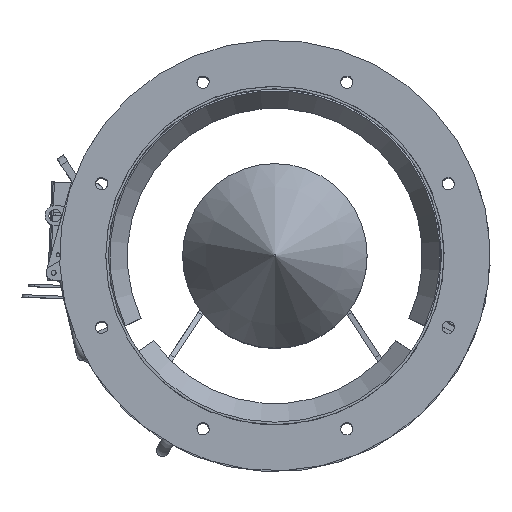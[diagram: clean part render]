
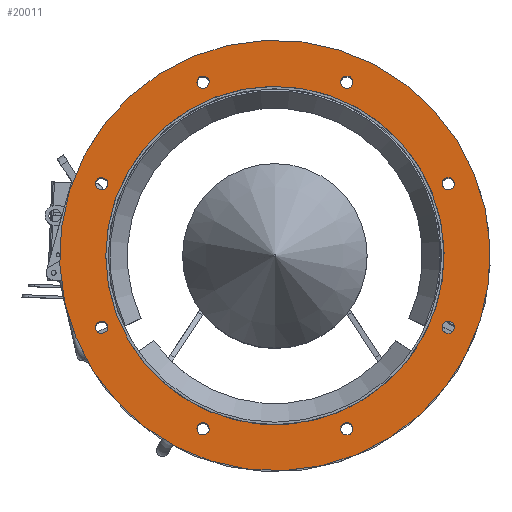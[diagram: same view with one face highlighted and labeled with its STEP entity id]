
A CAD part, top view. The second image highlights one B-rep face of the part: STEP entity #20011.
In plain terms, the highlighted planar face has unit normal (0, 0, 1).
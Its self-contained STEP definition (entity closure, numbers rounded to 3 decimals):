
#4085=PLANE('',#21838);
#4515=FACE_BOUND('',#6955,.T.);
#4516=FACE_BOUND('',#6956,.T.);
#4517=FACE_BOUND('',#6957,.T.);
#4518=FACE_BOUND('',#6958,.T.);
#4519=FACE_BOUND('',#6959,.T.);
#4520=FACE_BOUND('',#6960,.T.);
#4521=FACE_BOUND('',#6961,.T.);
#4522=FACE_BOUND('',#6962,.T.);
#4523=FACE_BOUND('',#6963,.T.);
#5534=FACE_OUTER_BOUND('',#6954,.T.);
#6954=EDGE_LOOP('',(#16677));
#6955=EDGE_LOOP('',(#16678));
#6956=EDGE_LOOP('',(#16679));
#6957=EDGE_LOOP('',(#16680));
#6958=EDGE_LOOP('',(#16681));
#6959=EDGE_LOOP('',(#16682));
#6960=EDGE_LOOP('',(#16683));
#6961=EDGE_LOOP('',(#16684));
#6962=EDGE_LOOP('',(#16685));
#6963=EDGE_LOOP('',(#16686));
#8069=CIRCLE('',#21818,137.5);
#8071=CIRCLE('',#21821,5.);
#8072=CIRCLE('',#21823,5.);
#8073=CIRCLE('',#21825,5.);
#8074=CIRCLE('',#21827,5.);
#8075=CIRCLE('',#21829,5.);
#8076=CIRCLE('',#21831,5.);
#8077=CIRCLE('',#21833,5.);
#8078=CIRCLE('',#21835,5.);
#8079=CIRCLE('',#21837,175.);
#9685=VERTEX_POINT('',#33899);
#9687=VERTEX_POINT('',#33904);
#9688=VERTEX_POINT('',#33907);
#9689=VERTEX_POINT('',#33910);
#9690=VERTEX_POINT('',#33913);
#9691=VERTEX_POINT('',#33916);
#9692=VERTEX_POINT('',#33919);
#9693=VERTEX_POINT('',#33922);
#9694=VERTEX_POINT('',#33925);
#9695=VERTEX_POINT('',#33928);
#12115=EDGE_CURVE('',#9685,#9685,#8069,.T.);
#12117=EDGE_CURVE('',#9687,#9687,#8071,.T.);
#12118=EDGE_CURVE('',#9688,#9688,#8072,.T.);
#12119=EDGE_CURVE('',#9689,#9689,#8073,.T.);
#12120=EDGE_CURVE('',#9690,#9690,#8074,.T.);
#12121=EDGE_CURVE('',#9691,#9691,#8075,.T.);
#12122=EDGE_CURVE('',#9692,#9692,#8076,.T.);
#12123=EDGE_CURVE('',#9693,#9693,#8077,.T.);
#12124=EDGE_CURVE('',#9694,#9694,#8078,.T.);
#12125=EDGE_CURVE('',#9695,#9695,#8079,.T.);
#16677=ORIENTED_EDGE('',*,*,#12125,.F.);
#16678=ORIENTED_EDGE('',*,*,#12117,.T.);
#16679=ORIENTED_EDGE('',*,*,#12118,.T.);
#16680=ORIENTED_EDGE('',*,*,#12119,.T.);
#16681=ORIENTED_EDGE('',*,*,#12120,.T.);
#16682=ORIENTED_EDGE('',*,*,#12121,.T.);
#16683=ORIENTED_EDGE('',*,*,#12122,.T.);
#16684=ORIENTED_EDGE('',*,*,#12123,.T.);
#16685=ORIENTED_EDGE('',*,*,#12124,.T.);
#16686=ORIENTED_EDGE('',*,*,#12115,.T.);
#20011=ADVANCED_FACE('',(#5534,#4515,#4516,#4517,#4518,#4519,#4520,#4521,
#4522,#4523),#4085,.F.);
#21818=AXIS2_PLACEMENT_3D('',#33900,#26618,#26619);
#21821=AXIS2_PLACEMENT_3D('',#33905,#26624,#26625);
#21823=AXIS2_PLACEMENT_3D('',#33908,#26628,#26629);
#21825=AXIS2_PLACEMENT_3D('',#33911,#26632,#26633);
#21827=AXIS2_PLACEMENT_3D('',#33914,#26636,#26637);
#21829=AXIS2_PLACEMENT_3D('',#33917,#26640,#26641);
#21831=AXIS2_PLACEMENT_3D('',#33920,#26644,#26645);
#21833=AXIS2_PLACEMENT_3D('',#33923,#26648,#26649);
#21835=AXIS2_PLACEMENT_3D('',#33926,#26652,#26653);
#21837=AXIS2_PLACEMENT_3D('',#33929,#26656,#26657);
#21838=AXIS2_PLACEMENT_3D('',#33930,#26658,#26659);
#26618=DIRECTION('center_axis',(0.,0.,
-1.));
#26619=DIRECTION('ref_axis',(-0.383,0.924,0.));
#26624=DIRECTION('center_axis',(0.,0.,
-1.));
#26625=DIRECTION('ref_axis',(-0.924,-0.383,0.));
#26628=DIRECTION('center_axis',(0.,0.,
-1.));
#26629=DIRECTION('ref_axis',(-0.924,0.383,0.));
#26632=DIRECTION('center_axis',(0.,0.,
-1.));
#26633=DIRECTION('ref_axis',(-0.383,0.924,0.));
#26636=DIRECTION('center_axis',(0.,0.,
-1.));
#26637=DIRECTION('ref_axis',(0.383,0.924,0.));
#26640=DIRECTION('center_axis',(0.,0.,
-1.));
#26641=DIRECTION('ref_axis',(0.924,0.383,0.));
#26644=DIRECTION('center_axis',(0.,0.,
-1.));
#26645=DIRECTION('ref_axis',(0.924,-0.383,0.));
#26648=DIRECTION('center_axis',(0.,0.,
-1.));
#26649=DIRECTION('ref_axis',(-0.383,-0.924,0.));
#26652=DIRECTION('center_axis',(0.,0.,
-1.));
#26653=DIRECTION('ref_axis',(0.383,-0.924,0.));
#26656=DIRECTION('center_axis',(0.,0.,
-1.));
#26657=DIRECTION('ref_axis',(-0.383,0.924,0.));
#26658=DIRECTION('center_axis',(0.,0.,
-1.));
#26659=DIRECTION('ref_axis',(-0.383,0.924,0.));
#33899=CARTESIAN_POINT('',(52.619,-127.033,240.));
#33900=CARTESIAN_POINT('Origin',(0.,0.,
240.));
#33904=CARTESIAN_POINT('',(53.74,-142.805,240.));
#33905=CARTESIAN_POINT('Origin',(58.359,-140.892,240.));
#33907=CARTESIAN_POINT('',(-62.979,-138.978,240.));
#33908=CARTESIAN_POINT('Origin',(-58.359,-140.892,240.));
#33910=CARTESIAN_POINT('',(-142.805,-53.74,240.));
#33911=CARTESIAN_POINT('Origin',(-140.892,-58.359,240.));
#33913=CARTESIAN_POINT('',(-138.978,62.979,240.));
#33914=CARTESIAN_POINT('Origin',(-140.892,58.359,240.));
#33916=CARTESIAN_POINT('',(-53.74,142.805,240.));
#33917=CARTESIAN_POINT('Origin',(-58.359,140.892,240.));
#33919=CARTESIAN_POINT('',(62.979,138.978,240.));
#33920=CARTESIAN_POINT('Origin',(58.359,140.892,240.));
#33922=CARTESIAN_POINT('',(138.978,-62.979,240.));
#33923=CARTESIAN_POINT('Origin',(140.892,-58.359,240.));
#33925=CARTESIAN_POINT('',(142.805,53.74,240.));
#33926=CARTESIAN_POINT('Origin',(140.892,58.359,240.));
#33928=CARTESIAN_POINT('',(66.97,-161.679,240.));
#33929=CARTESIAN_POINT('Origin',(0.,0.,
240.));
#33930=CARTESIAN_POINT('Origin',(0.,0.,
240.));
